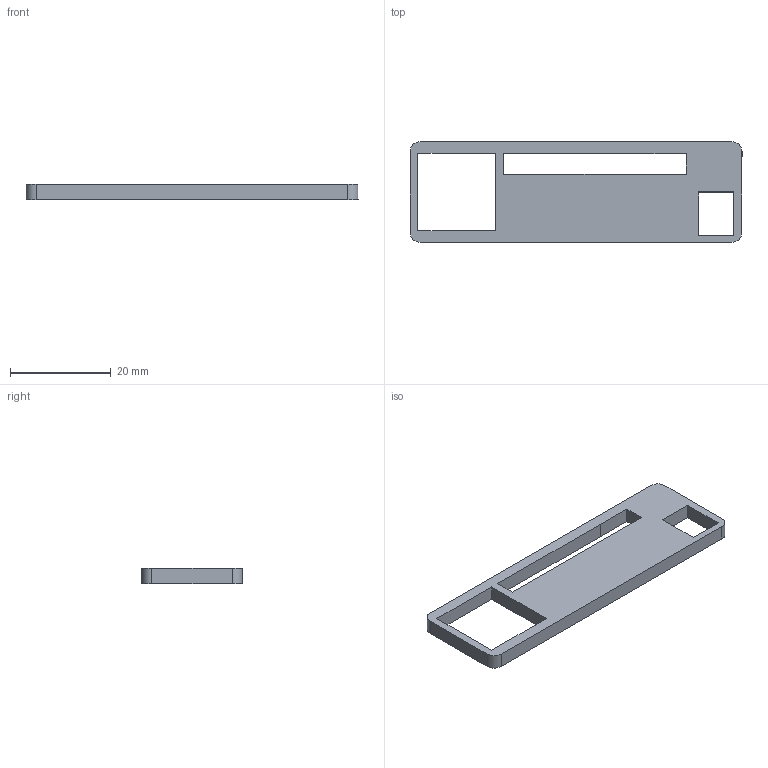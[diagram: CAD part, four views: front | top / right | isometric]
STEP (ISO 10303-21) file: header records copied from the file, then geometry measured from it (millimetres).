
FILE_DESCRIPTION(/* description */ (''),/* implementation_level */ '2;1');
FILE_NAME(/* name */ 'serial_sticker_cutting_stencil_V2.step',/* time_stamp */ '2025-09-13T22:15:30+03:00',/* author */ (''),/* organization */ (''),/* preprocessor_version */ 'ST-DEVELOPER v20.1',/* originating_system */ 'Autodesk Translation Framework v14.17.0.0',/* authorisation */ '');
FILE_SCHEMA (('AUTOMOTIVE_DESIGN { 1 0 10303 214 3 1 1 }'));
Length unit declared in the file: millimetre
Products named in the file (1): (Unsaved)
Bounding box: 66 x 20 x 3 mm (x, y, z)
Volume: 2605.3 mm3; surface area: 2764 mm2
Topology: 1 solids, 1 shells, 23 faces, 63 edges, 42 vertices
Faces by surface type: plane 19, bspline 4
Entity records: 774 total; most frequent: CARTESIAN_POINT 181, ORIENTED_EDGE 126, DIRECTION 95, EDGE_CURVE 63, LINE 55, VECTOR 55, VERTEX_POINT 42, EDGE_LOOP 29
